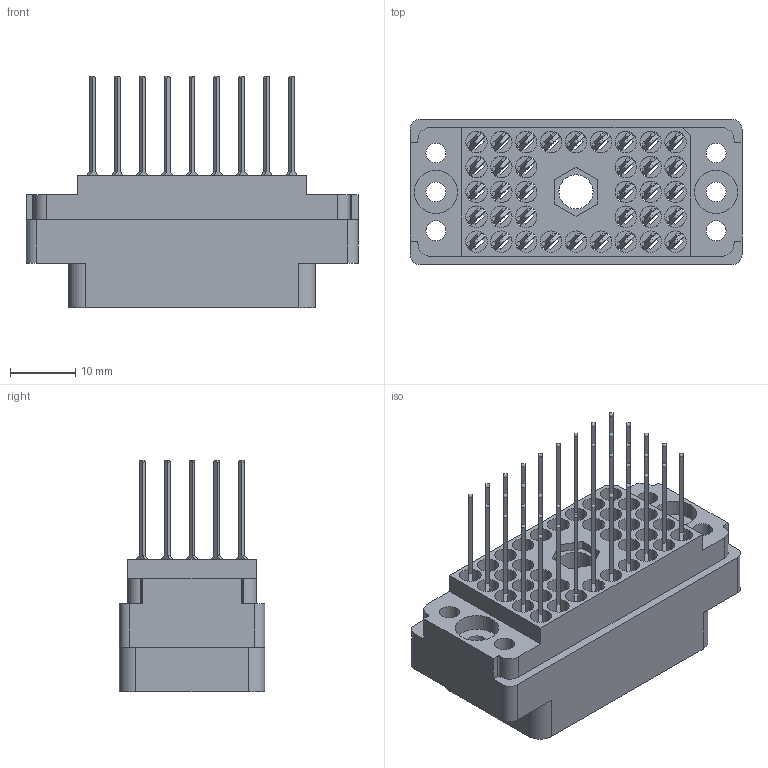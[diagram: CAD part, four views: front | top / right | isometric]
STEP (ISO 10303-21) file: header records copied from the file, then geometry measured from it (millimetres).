
FILE_DESCRIPTION (( 'STEP AP203' ), '1' );
FILE_NAME ('519-036-541-300.STEP', '2020-03-02T23:13:19', ( '' ), ( '' ), 'SwSTEP 2.0', 'SolidWorks 2016', '' );
FILE_SCHEMA (( 'CONFIG_CONTROL_DESIGN' ));
Length unit declared in the file: inch
Products named in the file (3): 519 Plug Insulator_036; 516-292-001_541 Contact; 519-036-541-300
Assembly tree (37 placements, depth 2):
  519-036-541-300
    519 Plug Insulator_036
    516-292-001_541 Contact  x36
Bounding box: 50.8 x 22.25 x 35.43 mm (x, y, z)
Volume: 10281.4 mm3; surface area: 18213.4 mm2
Topology: 37 solids, 37 shells, 3447 faces, 9995 edges, 6638 vertices
Faces by surface type: plane 2127, cylinder 1102, bspline 216, cone 2
Entity records: 32539 total; most frequent: CARTESIAN_POINT 5775, ORIENTED_EDGE 5430, DIRECTION 5263, EDGE_CURVE 2715, LINE 2021, VECTOR 2021, VERTEX_POINT 1808, AXIS2_PLACEMENT_3D 1621
